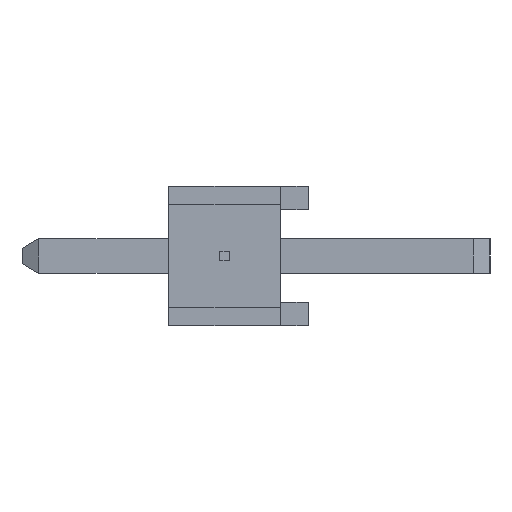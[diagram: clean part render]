
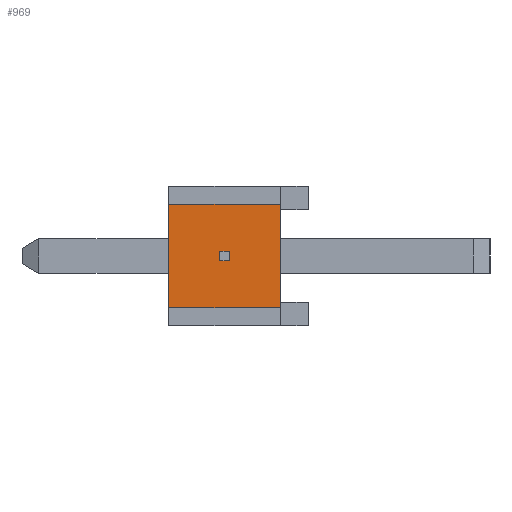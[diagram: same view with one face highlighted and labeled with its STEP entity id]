
A CAD part, left-side view. The second image highlights one B-rep face of the part: STEP entity #969.
In plain terms, the highlighted planar face has unit normal (-1, 0, 0).
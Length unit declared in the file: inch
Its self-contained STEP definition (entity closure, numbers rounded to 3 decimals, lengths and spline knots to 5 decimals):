
#969 = ADVANCED_FACE( '', ( #2015, #2016 ), #2017, .F. );
#2015 = FACE_BOUND( '', #3129, .T. );
#2016 = FACE_OUTER_BOUND( '', #3130, .T. );
#2017 = PLANE( '', #3131 );
#3129 = EDGE_LOOP( '', ( #5838, #5839, #5840, #5841 ) );
#3130 = EDGE_LOOP( '', ( #5842, #5843, #5844, #5845 ) );
#3131 = AXIS2_PLACEMENT_3D( '', #5846, #5847, #5848 );
#5838 = ORIENTED_EDGE( '', *, *, #7662, .F. );
#5839 = ORIENTED_EDGE( '', *, *, #7768, .F. );
#5840 = ORIENTED_EDGE( '', *, *, #7328, .F. );
#5841 = ORIENTED_EDGE( '', *, *, #6679, .F. );
#5842 = ORIENTED_EDGE( '', *, *, #7769, .F. );
#5843 = ORIENTED_EDGE( '', *, *, #7761, .F. );
#5844 = ORIENTED_EDGE( '', *, *, #7243, .F. );
#5845 = ORIENTED_EDGE( '', *, *, #7395, .F. );
#5846 = CARTESIAN_POINT( '', ( -0.342, 0., 0. ) );
#5847 = DIRECTION( '', ( 1., 0., 0. ) );
#5848 = DIRECTION( '', ( 0., 0., -1. ) );
#6679 = EDGE_CURVE( '', #7975, #7978, #7979, .T. );
#7243 = EDGE_CURVE( '', #8895, #8896, #8897, .T. );
#7328 = EDGE_CURVE( '', #7978, #9024, #9025, .T. );
#7395 = EDGE_CURVE( '', #9129, #8895, #9131, .T. );
#7662 = EDGE_CURVE( '', #9482, #7975, #9484, .T. );
#7761 = EDGE_CURVE( '', #8896, #9596, #9597, .T. );
#7768 = EDGE_CURVE( '', #9024, #9482, #9604, .T. );
#7769 = EDGE_CURVE( '', #9596, #9129, #9605, .T. );
#7975 = VERTEX_POINT( '', #9848 );
#7978 = VERTEX_POINT( '', #9852 );
#7979 = LINE( '', #9853, #9854 );
#8895 = VERTEX_POINT( '', #11216 );
#8896 = VERTEX_POINT( '', #11217 );
#8897 = LINE( '', #11218, #11219 );
#9024 = VERTEX_POINT( '', #11413 );
#9025 = LINE( '', #11414, #11415 );
#9129 = VERTEX_POINT( '', #11575 );
#9131 = LINE( '', #11578, #11579 );
#9482 = VERTEX_POINT( '', #12117 );
#9484 = LINE( '', #12120, #12121 );
#9596 = VERTEX_POINT( '', #12288 );
#9597 = LINE( '', #12289, #12290 );
#9604 = LINE( '', #12300, #12301 );
#9605 = LINE( '', #12302, #12303 );
#9848 = CARTESIAN_POINT( '', ( -0.342, 0.06353, -0.00339 ) );
#9852 = CARTESIAN_POINT( '', ( -0.342, 0.05647, -0.00339 ) );
#9853 = CARTESIAN_POINT( '', ( -0.342, 0., -0.00339 ) );
#9854 = VECTOR( '', #12551, 39.37008 );
#11216 = CARTESIAN_POINT( '', ( -0.342, 0.1, -0.037 ) );
#11217 = CARTESIAN_POINT( '', ( -0.342, 0.1, 0.037 ) );
#11218 = CARTESIAN_POINT( '', ( -0.342, 0.1, -0.037 ) );
#11219 = VECTOR( '', #12998, 39.37008 );
#11413 = CARTESIAN_POINT( '', ( -0.342, 0.05647, 0.00339 ) );
#11414 = CARTESIAN_POINT( '', ( -0.342, 0.05647, 0. ) );
#11415 = VECTOR( '', #13066, 39.37008 );
#11575 = CARTESIAN_POINT( '', ( -0.342, 0.02, -0.037 ) );
#11578 = CARTESIAN_POINT( '', ( -0.342, 0., -0.037 ) );
#11579 = VECTOR( '', #13124, 39.37008 );
#12117 = CARTESIAN_POINT( '', ( -0.342, 0.06353, 0.00339 ) );
#12120 = CARTESIAN_POINT( '', ( -0.342, 0.06353, 0. ) );
#12121 = VECTOR( '', #13313, 39.37008 );
#12288 = CARTESIAN_POINT( '', ( -0.342, 0.02, 0.037 ) );
#12289 = CARTESIAN_POINT( '', ( -0.342, 0.1, 0.037 ) );
#12290 = VECTOR( '', #13369, 39.37008 );
#12300 = CARTESIAN_POINT( '', ( -0.342, 0., 0.00339 ) );
#12301 = VECTOR( '', #13373, 39.37008 );
#12302 = CARTESIAN_POINT( '', ( -0.342, 0.02, 0. ) );
#12303 = VECTOR( '', #13374, 39.37008 );
#12551 = DIRECTION( '', ( 0., -1., 0. ) );
#12998 = DIRECTION( '', ( 0., 0., 1. ) );
#13066 = DIRECTION( '', ( 0., 0., 1. ) );
#13124 = DIRECTION( '', ( 0., 1., 0. ) );
#13313 = DIRECTION( '', ( 0., 0., -1. ) );
#13369 = DIRECTION( '', ( 0., -1., 0. ) );
#13373 = DIRECTION( '', ( 0., 1., 0. ) );
#13374 = DIRECTION( '', ( 0., 0., -1. ) );
